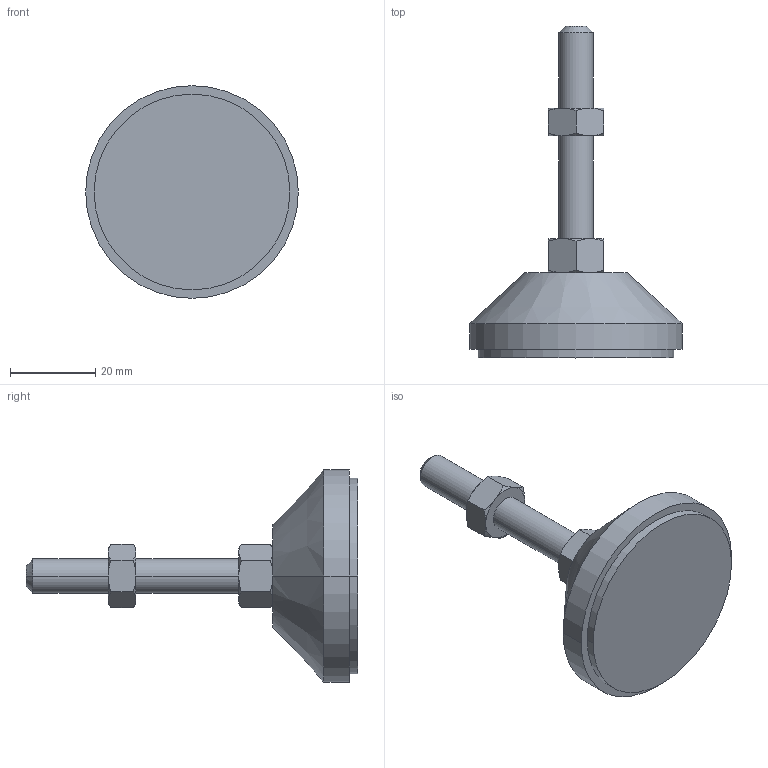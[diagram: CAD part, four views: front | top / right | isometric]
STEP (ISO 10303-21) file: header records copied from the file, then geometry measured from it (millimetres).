
FILE_DESCRIPTION (( 'STEP AP203' ), '1' );
FILE_NAME ('ALF-LA50M8-D50.step', '2024-08-15T15:07:21', ( '' ), ( '' ), 'SwSTEP 2.0', 'SolidWorks 2022', '' );
FILE_SCHEMA (( 'CONFIG_CONTROL_DESIGN' ));
Length unit declared in the file: millimetre
Products named in the file (1): ALF-LA50M8-D50
Bounding box: 50 x 78 x 50 mm (x, y, z)
Volume: 32809.5 mm3; surface area: 7615.2 mm2
Topology: 1 solids, 1 shells, 55 faces, 116 edges, 68 vertices
Faces by surface type: cone 28, plane 19, cylinder 8
Entity records: 1703 total; most frequent: CARTESIAN_POINT 512, ORIENTED_EDGE 232, DIRECTION 224, EDGE_CURVE 116, AXIS2_PLACEMENT_3D 100, VERTEX_POINT 68, EDGE_LOOP 60, ADVANCED_FACE 55
